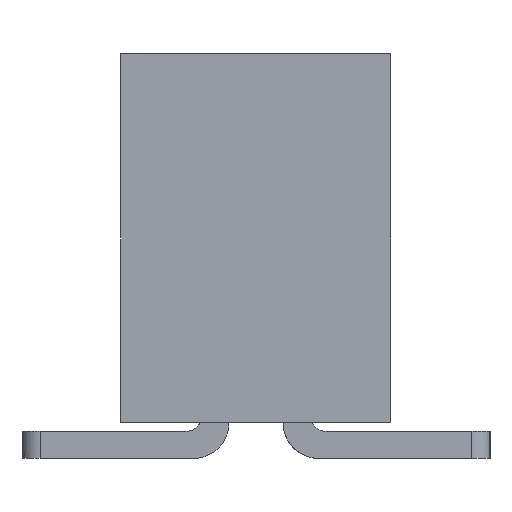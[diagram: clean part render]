
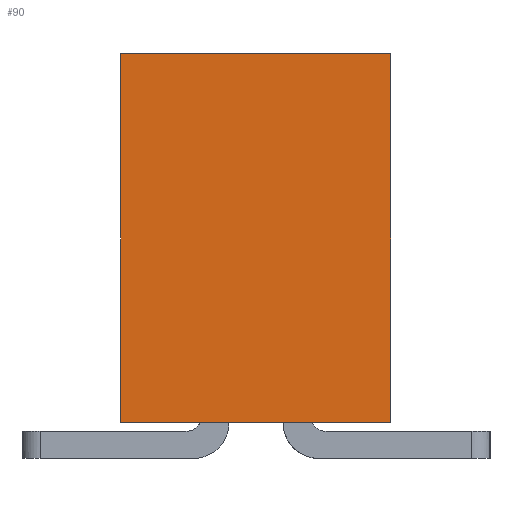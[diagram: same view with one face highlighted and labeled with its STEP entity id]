
A CAD part, left-side view. The second image highlights one B-rep face of the part: STEP entity #90.
In plain terms, the highlighted planar face has unit normal (-1, 0, 0).
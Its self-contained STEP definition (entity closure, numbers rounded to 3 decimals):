
#20=CARTESIAN_POINT('',(-0.2,0.,-0.038));
#21=DIRECTION('',(0.,-1.,0.));
#22=DIRECTION('',(-1.,0.,0.));
#23=AXIS2_PLACEMENT_3D('',#20,#22,#21);
#24=PLANE('',#23);
#25=CARTESIAN_POINT('',(-0.2,0.75,-1.025));
#26=VERTEX_POINT('',#25);
#27=CARTESIAN_POINT('',(-0.2,0.49,-1.025));
#28=VERTEX_POINT('',#27);
#29=CARTESIAN_POINT('',(-0.2,0.75,-1.025));
#30=CARTESIAN_POINT('',(-0.2,0.698,-1.025));
#31=CARTESIAN_POINT('',(-0.2,0.646,-1.025));
#32=CARTESIAN_POINT('',(-0.2,0.594,-1.025));
#33=CARTESIAN_POINT('',(-0.2,0.542,-1.025));
#34=CARTESIAN_POINT('',(-0.2,0.49,-1.025));
#35=B_SPLINE_CURVE_WITH_KNOTS('',5,(#29,#30,#31,#32,#33,#34),.UNSPECIFIED.,.F.,.U.,(6,6),(0.,0.26),.UNSPECIFIED.);
#36=EDGE_CURVE('',#26,#28,#35,.T.);
#37=ORIENTED_EDGE('',*,*,#36,.T.);
#38=CARTESIAN_POINT('',(-0.2,-0.49,-1.025));
#39=VERTEX_POINT('',#38);
#40=CARTESIAN_POINT('',(-0.2,0.49,-1.025));
#41=DIRECTION('',(0.,-1.,0.));
#42=VECTOR('',#41,0.98);
#43=LINE('',#40,#42);
#44=EDGE_CURVE('',#28,#39,#43,.T.);
#45=ORIENTED_EDGE('',*,*,#44,.T.);
#46=CARTESIAN_POINT('',(-0.2,-0.75,-1.025));
#47=VERTEX_POINT('',#46);
#48=CARTESIAN_POINT('',(-0.2,-0.49,-1.025));
#49=CARTESIAN_POINT('',(-0.2,-0.542,-1.025));
#50=CARTESIAN_POINT('',(-0.2,-0.594,-1.025));
#51=CARTESIAN_POINT('',(-0.2,-0.646,-1.025));
#52=CARTESIAN_POINT('',(-0.2,-0.698,-1.025));
#53=CARTESIAN_POINT('',(-0.2,-0.75,-1.025));
#54=B_SPLINE_CURVE_WITH_KNOTS('',5,(#48,#49,#50,#51,#52,#53),.UNSPECIFIED.,.F.,.U.,(6,6),(0.,0.26),.UNSPECIFIED.);
#55=EDGE_CURVE('',#39,#47,#54,.T.);
#56=ORIENTED_EDGE('',*,*,#55,.T.);
#57=CARTESIAN_POINT('',(-0.2,-0.75,1.025));
#58=VERTEX_POINT('',#57);
#59=CARTESIAN_POINT('',(-0.2,-0.75,-1.025));
#60=CARTESIAN_POINT('',(-0.2,-0.75,-0.615));
#61=CARTESIAN_POINT('',(-0.2,-0.75,-0.205));
#62=CARTESIAN_POINT('',(-0.2,-0.75,0.205));
#63=CARTESIAN_POINT('',(-0.2,-0.75,0.615));
#64=CARTESIAN_POINT('',(-0.2,-0.75,1.025));
#65=B_SPLINE_CURVE_WITH_KNOTS('',5,(#59,#60,#61,#62,#63,#64),.UNSPECIFIED.,.F.,.U.,(6,6),(0.,2.05),.UNSPECIFIED.);
#66=EDGE_CURVE('',#47,#58,#65,.T.);
#67=ORIENTED_EDGE('',*,*,#66,.T.);
#68=CARTESIAN_POINT('',(-0.2,0.75,1.025));
#69=VERTEX_POINT('',#68);
#70=CARTESIAN_POINT('',(-0.2,-0.75,1.025));
#71=CARTESIAN_POINT('',(-0.2,-0.45,1.025));
#72=CARTESIAN_POINT('',(-0.2,-0.15,1.025));
#73=CARTESIAN_POINT('',(-0.2,0.15,1.025));
#74=CARTESIAN_POINT('',(-0.2,0.45,1.025));
#75=CARTESIAN_POINT('',(-0.2,0.75,1.025));
#76=B_SPLINE_CURVE_WITH_KNOTS('',5,(#70,#71,#72,#73,#74,#75),.UNSPECIFIED.,.F.,.U.,(6,6),(0.,1.5),.UNSPECIFIED.);
#77=EDGE_CURVE('',#58,#69,#76,.T.);
#78=ORIENTED_EDGE('',*,*,#77,.T.);
#79=CARTESIAN_POINT('',(-0.2,0.75,1.025));
#80=CARTESIAN_POINT('',(-0.2,0.75,0.615));
#81=CARTESIAN_POINT('',(-0.2,0.75,0.205));
#82=CARTESIAN_POINT('',(-0.2,0.75,-0.205));
#83=CARTESIAN_POINT('',(-0.2,0.75,-0.615));
#84=CARTESIAN_POINT('',(-0.2,0.75,-1.025));
#85=B_SPLINE_CURVE_WITH_KNOTS('',5,(#79,#80,#81,#82,#83,#84),.UNSPECIFIED.,.F.,.U.,(6,6),(0.,2.05),.UNSPECIFIED.);
#86=EDGE_CURVE('',#69,#26,#85,.T.);
#87=ORIENTED_EDGE('',*,*,#86,.T.);
#88=EDGE_LOOP('',(#37,#45,#56,#67,#78,#87));
#89=FACE_OUTER_BOUND('',#88,.T.);
#90=ADVANCED_FACE('',(#89),#24,.T.);
